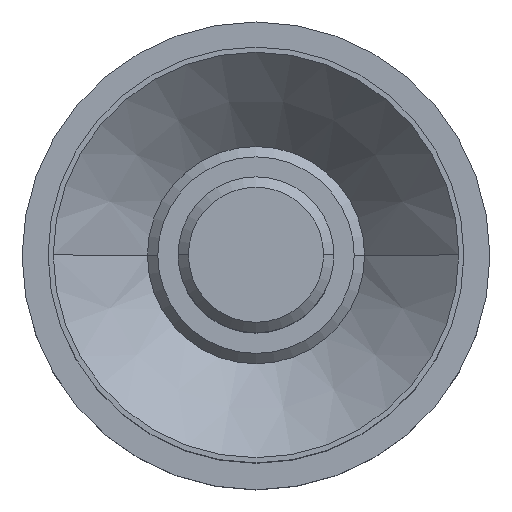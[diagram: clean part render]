
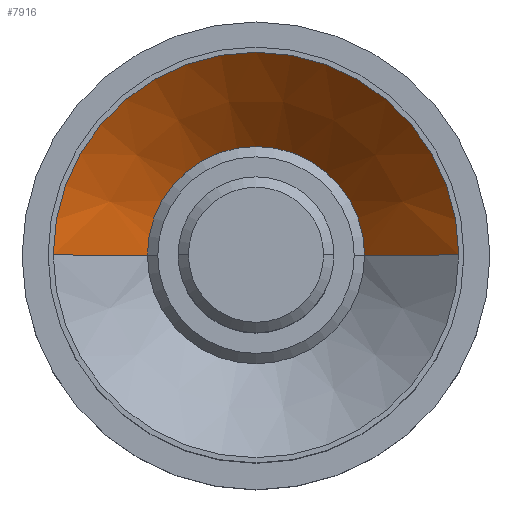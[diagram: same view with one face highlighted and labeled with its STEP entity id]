
A CAD part, top view. The second image highlights one B-rep face of the part: STEP entity #7916.
In plain terms, the highlighted conical face has half-angle 45 degrees and reference radius 1.95 mm.
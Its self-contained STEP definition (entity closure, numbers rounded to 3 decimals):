
#134 = ORIENTED_EDGE ( 'NONE', *, *, #6793, .F. ) ;
#135 = ORIENTED_EDGE ( 'NONE', *, *, #7049, .F. ) ;
#136 = ORIENTED_EDGE ( 'NONE', *, *, #6791, .T. ) ;
#137 = ORIENTED_EDGE ( 'NONE', *, *, #7048, .T. ) ;
#689 = CARTESIAN_POINT ( 'NONE',  ( 0., 0., 5.2 ) ) ;
#690 = DIRECTION ( 'NONE',  ( 0., 0., 1. ) ) ;
#691 = DIRECTION ( 'NONE',  ( 1., 0., 0. ) ) ;
#692 = CARTESIAN_POINT ( 'NONE',  ( 0., 0., 4.295 ) ) ;
#693 = DIRECTION ( 'NONE',  ( 0., 0., 1. ) ) ;
#694 = DIRECTION ( 'NONE',  ( 1., 0., 0. ) ) ;
#1194 = DIRECTION ( 'NONE',  ( 1., 0., 0. ) ) ;
#1197 = DIRECTION ( 'NONE',  ( 0., 0., 1. ) ) ;
#1198 = CARTESIAN_POINT ( 'NONE',  ( 0., 0., 5.2 ) ) ;
#2404 = DIRECTION ( 'NONE',  ( 0.707, 0., 0.707 ) ) ;
#2406 = CARTESIAN_POINT ( 'NONE',  ( 1.95, 0., 5.2 ) ) ;
#2410 = DIRECTION ( 'NONE',  ( -0.707, 0., 0.707 ) ) ;
#2413 = CARTESIAN_POINT ( 'NONE',  ( -1.95, 0., 5.2 ) ) ;
#2798 = CARTESIAN_POINT ( 'NONE',  ( -1.045, 0., 4.295 ) ) ;
#2801 = CARTESIAN_POINT ( 'NONE',  ( 1.045, 0., 4.295 ) ) ;
#2804 = CARTESIAN_POINT ( 'NONE',  ( -1.95, 0., 5.2 ) ) ;
#2805 = CARTESIAN_POINT ( 'NONE',  ( 1.95, 0., 5.2 ) ) ;
#3354 = LINE ( 'NONE', #2406, #3356 ) ;
#3355 = LINE ( 'NONE', #2413, #3359 ) ;
#3356 = VECTOR ( 'NONE', #2404, 1000. ) ;
#3359 = VECTOR ( 'NONE', #2410, 1000. ) ;
#3564 = CIRCLE ( 'NONE', #7251, 1.95 ) ;
#3565 = CIRCLE ( 'NONE', #7253, 1.045 ) ;
#3732 = FACE_OUTER_BOUND ( 'NONE', #7564, .T. ) ;
#3743 = CONICAL_SURFACE ( 'NONE', #6069, 1.95, 0.785 ) ;
#4585 = VERTEX_POINT ( 'NONE', #2798 ) ;
#4588 = VERTEX_POINT ( 'NONE', #2801 ) ;
#4591 = VERTEX_POINT ( 'NONE', #2804 ) ;
#4592 = VERTEX_POINT ( 'NONE', #2805 ) ;
#6069 = AXIS2_PLACEMENT_3D ( 'NONE', #1198, #1197, #1194 ) ;
#6791 = EDGE_CURVE ( 'NONE', #4588, #4592, #3354, .T. ) ;
#6793 = EDGE_CURVE ( 'NONE', #4585, #4591, #3355, .T. ) ;
#7048 = EDGE_CURVE ( 'NONE', #4592, #4591, #3564, .T. ) ;
#7049 = EDGE_CURVE ( 'NONE', #4588, #4585, #3565, .T. ) ;
#7251 = AXIS2_PLACEMENT_3D ( 'NONE', #689, #690, #691 ) ;
#7253 = AXIS2_PLACEMENT_3D ( 'NONE', #692, #693, #694 ) ;
#7564 = EDGE_LOOP ( 'NONE', ( #134, #135, #136, #137 ) ) ;
#7916 = ADVANCED_FACE ( 'NONE', ( #3732 ), #3743, .F. ) ;
